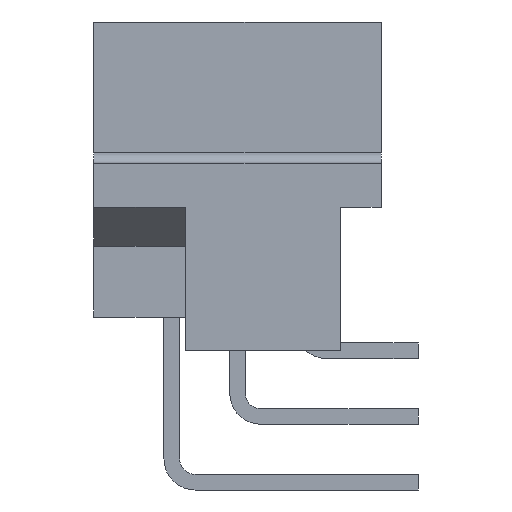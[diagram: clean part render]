
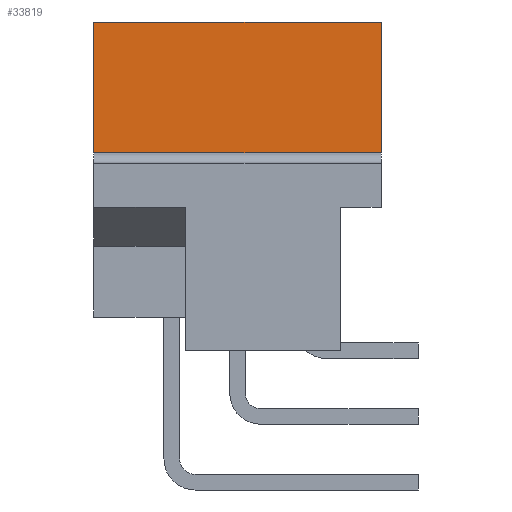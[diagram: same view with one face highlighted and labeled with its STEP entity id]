
A CAD part, left-side view. The second image highlights one B-rep face of the part: STEP entity #33819.
In plain terms, the highlighted planar face has unit normal (-1, 0, 0).
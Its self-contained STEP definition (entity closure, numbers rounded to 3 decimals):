
#167=DIRECTION('',(0.,0.,-1.));
#168=VECTOR('',#167,5.05);
#169=CARTESIAN_POINT('',(-44.5,-5.55,6.4));
#170=LINE('',#169,#168);
#274=DIRECTION('',(0.,0.,-1.));
#275=VECTOR('',#274,5.05);
#276=CARTESIAN_POINT('',(-44.5,5.55,6.4));
#277=LINE('',#276,#275);
#6867=DIRECTION('',(0.,-1.,0.));
#6868=VECTOR('',#6867,11.1);
#6869=CARTESIAN_POINT('',(-44.5,5.55,6.4));
#6870=LINE('',#6869,#6868);
#6944=DIRECTION('',(0.,-1.,0.));
#6945=VECTOR('',#6944,11.1);
#6946=CARTESIAN_POINT('',(-44.5,5.55,1.35));
#6947=LINE('',#6946,#6945);
#25916=CARTESIAN_POINT('',(-44.5,5.55,6.4));
#25917=CARTESIAN_POINT('',(-44.5,-5.55,6.4));
#25918=VERTEX_POINT('',#25916);
#25919=VERTEX_POINT('',#25917);
#25936=CARTESIAN_POINT('',(-44.5,5.55,1.35));
#25937=CARTESIAN_POINT('',(-44.5,-5.55,1.35));
#25938=VERTEX_POINT('',#25936);
#25939=VERTEX_POINT('',#25937);
#33808=CARTESIAN_POINT('',(-44.5,-5.55,6.4));
#33809=DIRECTION('',(1.,0.,0.));
#33810=DIRECTION('',(0.,1.,0.));
#33811=AXIS2_PLACEMENT_3D('',#33808,#33809,#33810);
#33812=PLANE('',#33811);
#33813=ORIENTED_EDGE('',*,*,#30810,.F.);
#33814=ORIENTED_EDGE('',*,*,#30843,.F.);
#33815=ORIENTED_EDGE('',*,*,#33773,.T.);
#33816=ORIENTED_EDGE('',*,*,#30786,.T.);
#33817=EDGE_LOOP('',(#33813,#33814,#33815,#33816));
#33818=FACE_OUTER_BOUND('',#33817,.F.);
#33819=ADVANCED_FACE('',(#33818),#33812,.F.);
#30786=EDGE_CURVE('',#25919,#25939,#170,.T.);
#30810=EDGE_CURVE('',#25938,#25939,#6947,.T.);
#30843=EDGE_CURVE('',#25918,#25938,#277,.T.);
#33773=EDGE_CURVE('',#25918,#25919,#6870,.T.);
